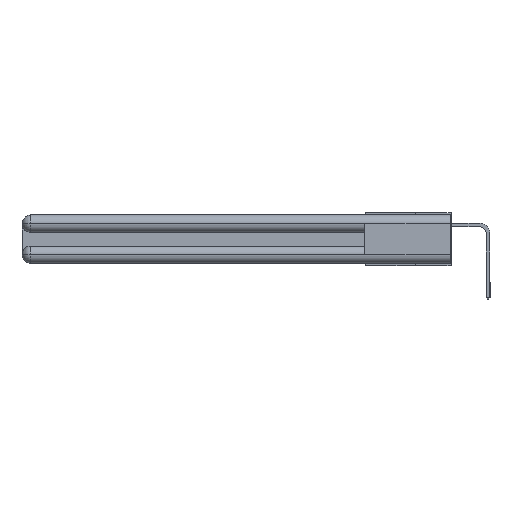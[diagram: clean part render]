
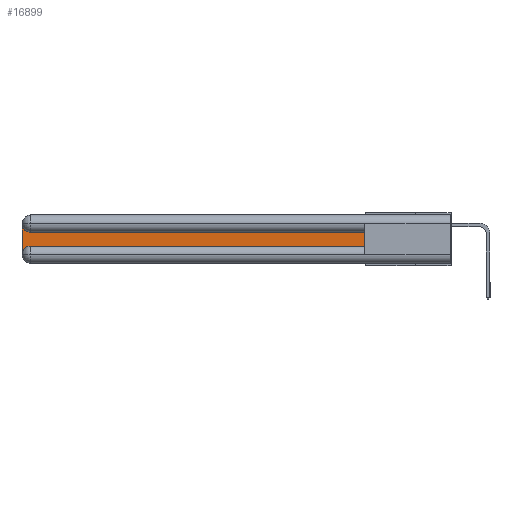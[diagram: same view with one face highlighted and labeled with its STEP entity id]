
A CAD part, left-side view. The second image highlights one B-rep face of the part: STEP entity #16899.
In plain terms, the highlighted planar face has unit normal (-1, 0, 0).
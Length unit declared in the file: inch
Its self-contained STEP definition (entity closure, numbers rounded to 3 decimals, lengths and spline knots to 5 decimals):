
#203 = AXIS2_PLACEMENT_3D ( 'NONE', #5466, #3931, #1341 ) ;
#315 = CARTESIAN_POINT ( 'NONE',  ( 0.075, 2.94, -0.2175 ) ) ;
#653 = CARTESIAN_POINT ( 'NONE',  ( 0.075, 0.6, -0.2175 ) ) ;
#996 = VECTOR ( 'NONE', #22028, 39.37008 ) ;
#1341 = DIRECTION ( 'NONE',  ( 0., 0., -1. ) ) ;
#2214 = DIRECTION ( 'NONE',  ( 1., 0., 0. ) ) ;
#2284 = CARTESIAN_POINT ( 'NONE',  ( 0.075, 0.6, -0.1225 ) ) ;
#3352 = CARTESIAN_POINT ( 'NONE',  ( 0.075, 3., -0.2775 ) ) ;
#3931 = DIRECTION ( 'NONE',  ( 1., 0., 0. ) ) ;
#5071 = DIRECTION ( 'NONE',  ( 0., 0., -1. ) ) ;
#5466 = CARTESIAN_POINT ( 'NONE',  ( 0.075, 3., -0.1225 ) ) ;
#5556 = EDGE_CURVE ( 'NONE', #16539, #14295, #9657, .T. ) ;
#5727 = EDGE_CURVE ( 'NONE', #24999, #11118, #12621, .T. ) ;
#6509 = CARTESIAN_POINT ( 'NONE',  ( 0.075, 0.6, -0.2175 ) ) ;
#6667 = LINE ( 'NONE', #6509, #21632 ) ;
#7787 = CARTESIAN_POINT ( 'NONE',  ( 0.075, 3., -0.2175 ) ) ;
#9034 = ORIENTED_EDGE ( 'NONE', *, *, #5727, .T. ) ;
#9295 = CIRCLE ( 'NONE', #29202, 0.06 ) ;
#9582 = DIRECTION ( 'NONE',  ( 1., 0., 0. ) ) ;
#9657 = LINE ( 'NONE', #2284, #13012 ) ;
#9864 = VERTEX_POINT ( 'NONE', #23825 ) ;
#10434 = FACE_OUTER_BOUND ( 'NONE', #18706, .T. ) ;
#10858 = CIRCLE ( 'NONE', #11588, 0.06 ) ;
#11118 = VERTEX_POINT ( 'NONE', #3352 ) ;
#11588 = AXIS2_PLACEMENT_3D ( 'NONE', #13900, #2214, #26030 ) ;
#11667 = DIRECTION ( 'NONE',  ( 0., 1., 0. ) ) ;
#11735 = ORIENTED_EDGE ( 'NONE', *, *, #17089, .T. ) ;
#12169 = DIRECTION ( 'NONE',  ( 0., 0., -1. ) ) ;
#12222 = VECTOR ( 'NONE', #12169, 39.37008 ) ;
#12621 = LINE ( 'NONE', #7787, #12222 ) ;
#12770 = VERTEX_POINT ( 'NONE', #315 ) ;
#13012 = VECTOR ( 'NONE', #11667, 39.37008 ) ;
#13900 = CARTESIAN_POINT ( 'NONE',  ( 0.075, 2.94, -0.0625 ) ) ;
#14295 = VERTEX_POINT ( 'NONE', #27178 ) ;
#15634 = PLANE ( 'NONE',  #203 ) ;
#16009 = EDGE_CURVE ( 'NONE', #14295, #24999, #10858, .T. ) ;
#16539 = VERTEX_POINT ( 'NONE', #28014 ) ;
#16899 = ADVANCED_FACE ( 'NONE', ( #10434 ), #15634, .F. ) ;
#17089 = EDGE_CURVE ( 'NONE', #12770, #9864, #6667, .T. ) ;
#17668 = ORIENTED_EDGE ( 'NONE', *, *, #5556, .T. ) ;
#18530 = LINE ( 'NONE', #653, #996 ) ;
#18564 = EDGE_CURVE ( 'NONE', #9864, #16539, #18530, .T. ) ;
#18706 = EDGE_LOOP ( 'NONE', ( #17668, #23848, #9034, #23029, #11735, #21405 ) ) ;
#21135 = DIRECTION ( 'NONE',  ( 0., -1., 0. ) ) ;
#21405 = ORIENTED_EDGE ( 'NONE', *, *, #18564, .T. ) ;
#21632 = VECTOR ( 'NONE', #21135, 39.37008 ) ;
#22028 = DIRECTION ( 'NONE',  ( 0., 0., 1. ) ) ;
#22315 = CARTESIAN_POINT ( 'NONE',  ( 0.075, 3., -0.0625 ) ) ;
#23029 = ORIENTED_EDGE ( 'NONE', *, *, #29446, .T. ) ;
#23825 = CARTESIAN_POINT ( 'NONE',  ( 0.075, 0.6, -0.2175 ) ) ;
#23848 = ORIENTED_EDGE ( 'NONE', *, *, #16009, .T. ) ;
#24050 = CARTESIAN_POINT ( 'NONE',  ( 0.075, 2.94, -0.2775 ) ) ;
#24999 = VERTEX_POINT ( 'NONE', #22315 ) ;
#26030 = DIRECTION ( 'NONE',  ( 0., 0., -1. ) ) ;
#27178 = CARTESIAN_POINT ( 'NONE',  ( 0.075, 2.94, -0.1225 ) ) ;
#28014 = CARTESIAN_POINT ( 'NONE',  ( 0.075, 0.6, -0.1225 ) ) ;
#29202 = AXIS2_PLACEMENT_3D ( 'NONE', #24050, #9582, #5071 ) ;
#29446 = EDGE_CURVE ( 'NONE', #11118, #12770, #9295, .T. ) ;
